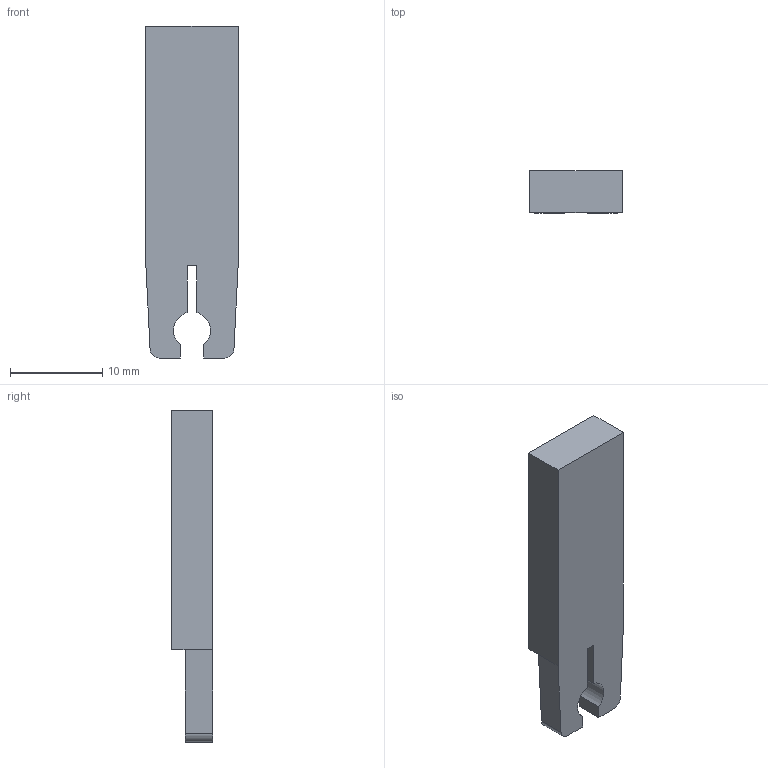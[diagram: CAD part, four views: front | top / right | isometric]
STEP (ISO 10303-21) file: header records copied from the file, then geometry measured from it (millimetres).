
FILE_DESCRIPTION (( 'STEP AP214' ), '1' );
FILE_NAME ('Scharnier Bert.STEP', '2024-10-09T07:19:44', ( '' ), ( '' ), 'SwSTEP 2.0', 'SolidWorks 2020', '' );
FILE_SCHEMA (( 'AUTOMOTIVE_DESIGN' ));
Length unit declared in the file: millimetre
Products named in the file (1): Scharnier Bert
Bounding box: 10 x 4.5 x 36 mm (x, y, z)
Volume: 1392.5 mm3; surface area: 1108.2 mm2
Topology: 1 solids, 1 shells, 20 faces, 52 edges, 34 vertices
Faces by surface type: plane 16, cylinder 4
Entity records: 642 total; most frequent: CARTESIAN_POINT 107, ORIENTED_EDGE 104, DIRECTION 102, EDGE_CURVE 52, LINE 44, VECTOR 44, VERTEX_POINT 34, AXIS2_PLACEMENT_3D 29
